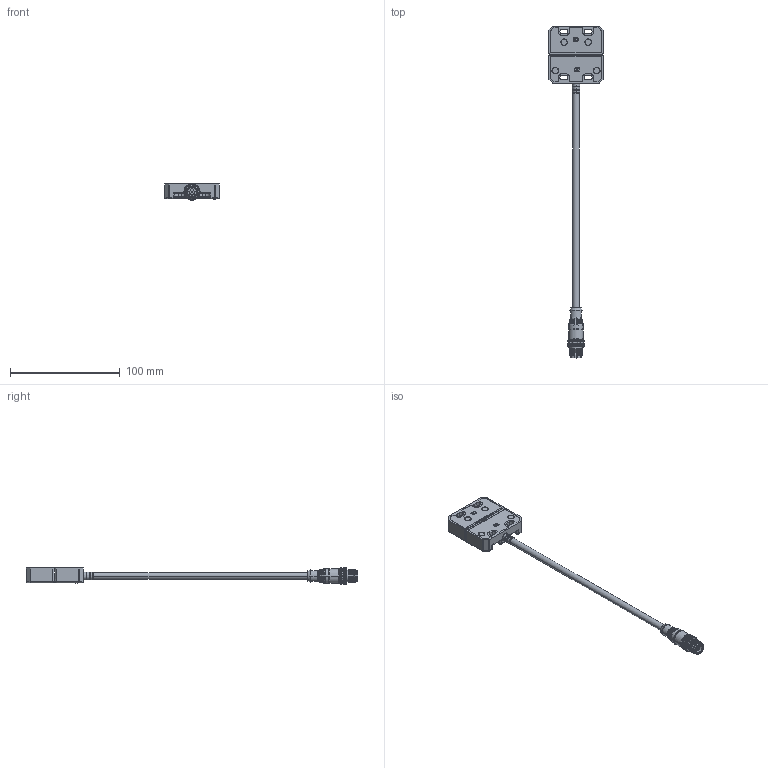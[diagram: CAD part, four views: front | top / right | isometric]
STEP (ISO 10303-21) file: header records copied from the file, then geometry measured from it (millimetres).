
FILE_DESCRIPTION (( 'STEP AP214' ), '1' );
FILE_NAME ('SPF-U-405004.step', '2017-09-27T14:26:40', ( '' ), ( '' ), 'SwSTEP 2.0', 'SolidWorks 2017', '' );
FILE_SCHEMA (( 'AUTOMOTIVE_DESIGN' ));
Length unit declared in the file: inch
Products named in the file (3): SPF-U-405004_2; SPF-U-405004_1; SPF-U-405004
Assembly tree (2 placements, depth 2):
  SPF-U-405004
    SPF-U-405004_1
    SPF-U-405004_2
Bounding box: 50 x 302 x 14.69 mm (x, y, z)
Volume: 24357.4 mm3; surface area: 28192.1 mm2
Topology: 13 solids, 13 shells, 1506 faces, 3911 edges, 2443 vertices
Faces by surface type: plane 632, cylinder 472, bspline 320, cone 82
Entity records: 55330 total; most frequent: CARTESIAN_POINT 20153, ORIENTED_EDGE 7698, DIRECTION 6763, EDGE_CURVE 3849, VERTEX_POINT 2443, AXIS2_PLACEMENT_3D 2400, VECTOR 1963, LINE 1963
